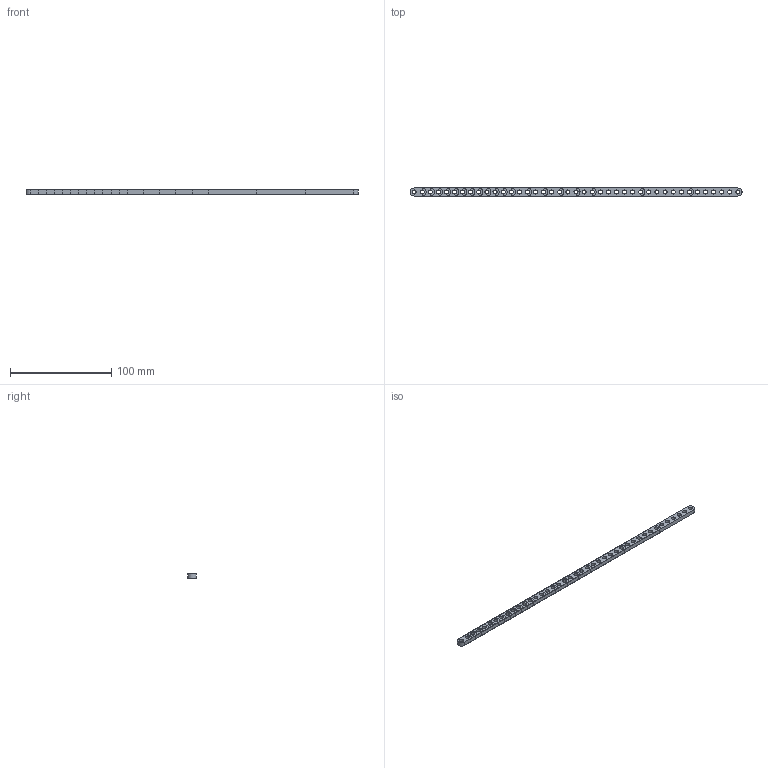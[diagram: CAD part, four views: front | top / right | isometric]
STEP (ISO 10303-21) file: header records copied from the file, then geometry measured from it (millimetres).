
FILE_DESCRIPTION( ( '' ), ' ' );
FILE_NAME( '5a2ac3b17c122e0ef434ac51.step', '2017-12-08T16:54:10', ( '' ), ( '' ), ' ', ' ', ' ' );
FILE_SCHEMA( ( 'AUTOMOTIVE_DESIGN { 1 0 10303 214 1 1 1 1 }' ) );
Length unit declared in the file: metre
Products named in the file (20): 1102-0041-0328; 1102-0035-0280; 1102-0029-0232; 1102-0023-0184; 1102-0021-0168; 1102-0019-0152; 1102-0017-0136; 1102-0015-0120; 1102-0013-0104; 1102-0012-0096; 1102-0011-0088; 1102-0010-0080; 1102-0009-0072; 1102-0008-0064; 1102-0007-0056; 1102-0006-0048; 1102-0005-0040; 1102-0004-0032; 1102-0003-0024; 1102-0002-0016
Bounding box: 328 x 8 x 4 mm (x, y, z)
Surface area: 63149.7 mm2
Topology: 20 solids, 20 shells, 410 faces, 1110 edges, 740 vertices
Faces by surface type: cylinder 330, plane 80
Full cylindrical faces by diameter (mm): 4 x290
Entity records: 16470 total; most frequent: DIRECTION 2340, CARTESIAN_POINT 1990, ORIENTED_EDGE 1640, EDGE_LOOP 1280, AXIS2_PLACEMENT_3D 1090, EDGE_CURVE 820, VERTEX_POINT 740, FACE_OUTER_BOUND 700
